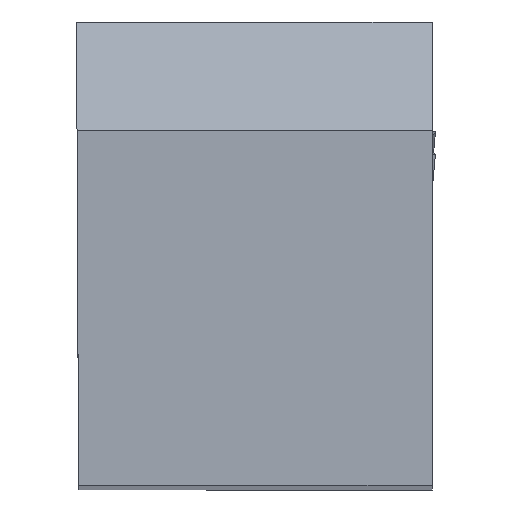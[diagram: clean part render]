
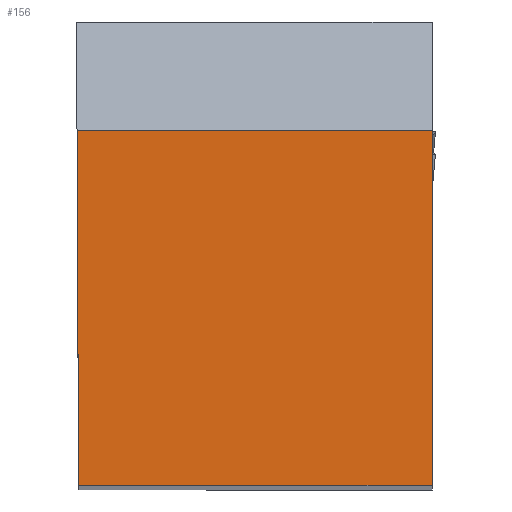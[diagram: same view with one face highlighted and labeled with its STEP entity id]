
A CAD part, top view. The second image highlights one B-rep face of the part: STEP entity #156.
In plain terms, the highlighted planar face has unit normal (0, 0, 1).
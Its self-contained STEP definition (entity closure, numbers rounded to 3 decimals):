
#156=ADVANCED_FACE('BLANK_BOXF006',(#264),#218,.T.);
#218=PLANE('',#1422);
#264=FACE_OUTER_BOUND('',#329,.T.);
#329=EDGE_LOOP('',(#719,#720,#721,#722));
#390=LINE('',#1814,#514);
#413=LINE('',#1896,#537);
#418=LINE('',#1905,#542);
#429=LINE('',#1974,#553);
#514=VECTOR('',#1497,1.);
#537=VECTOR('',#1546,1.);
#542=VECTOR('',#1553,1.);
#553=VECTOR('',#1582,1.);
#719=ORIENTED_EDGE('',*,*,#1162,.T.);
#720=ORIENTED_EDGE('',*,*,#1167,.F.);
#721=ORIENTED_EDGE('',*,*,#1129,.T.);
#722=ORIENTED_EDGE('',*,*,#1186,.T.);
#1008=VERTEX_POINT('',#1813);
#1009=VERTEX_POINT('',#1815);
#1036=VERTEX_POINT('',#1895);
#1037=VERTEX_POINT('',#1897);
#1129=EDGE_CURVE('',#1009,#1008,#390,.T.);
#1162=EDGE_CURVE('',#1037,#1036,#413,.T.);
#1167=EDGE_CURVE('',#1009,#1036,#418,.T.);
#1186=EDGE_CURVE('',#1008,#1037,#429,.T.);
#1422=AXIS2_PLACEMENT_3D('',#1975,#1583,#1584);
#1497=DIRECTION('',(0.,1.,0.));
#1546=DIRECTION('',(0.004,-1.,0.));
#1553=DIRECTION('',(-1.,0.,0.));
#1582=DIRECTION('',(-1.,0.,0.));
#1583=DIRECTION('',(0.,0.,1.));
#1584=DIRECTION('',(1.,0.,0.));
#1813=CARTESIAN_POINT('',(15.775,15.775,0.));
#1814=CARTESIAN_POINT('',(15.775,21.775,0.));
#1815=CARTESIAN_POINT('',(15.775,0.,0.));
#1895=CARTESIAN_POINT('',(0.069,0.,0.));
#1896=CARTESIAN_POINT('',(-0.027,21.871,0.));
#1897=CARTESIAN_POINT('',(0.,15.775,0.));
#1905=CARTESIAN_POINT('',(-22.,0.,0.));
#1974=CARTESIAN_POINT('',(-22.,15.775,0.));
#1975=CARTESIAN_POINT('',(-22.,21.775,0.));
